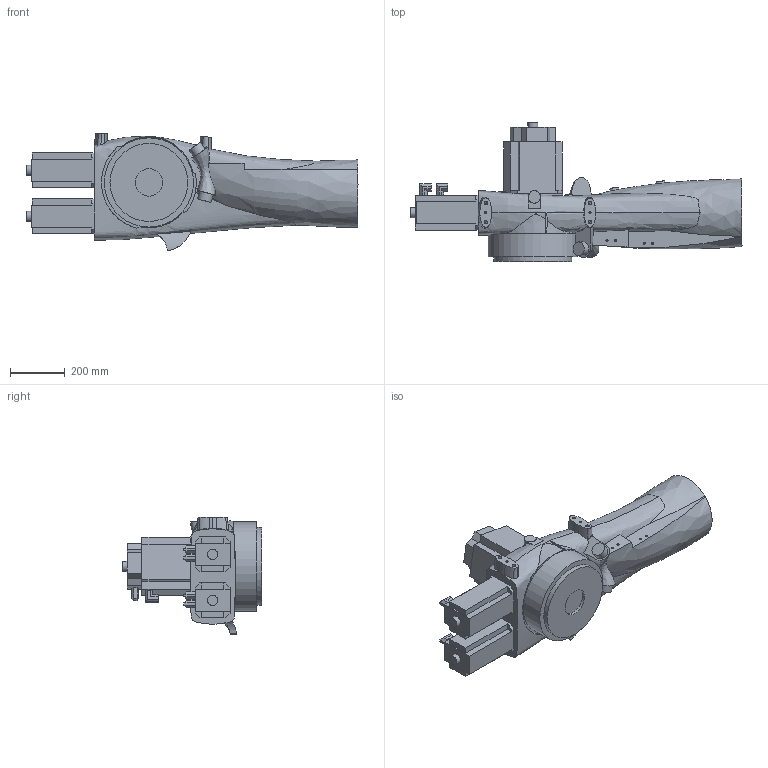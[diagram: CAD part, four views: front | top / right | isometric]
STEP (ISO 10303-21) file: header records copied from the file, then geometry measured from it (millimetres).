
FILE_DESCRIPTION(/* description */ (''),/* implementation_level */ '2;1');
FILE_NAME(/* name */ 'KR 210 Link3_ipt_25a0ee32.STEP',/* time_stamp */ '2017-12-21T04:40:01-05:00',/* author */ ('Jerrar'),/* organization */ (''),/* preprocessor_version */ 'ST-DEVELOPER v16.13',/* originating_system */ 'Autodesk Inventor 2018',/* authorisation */ '');
FILE_SCHEMA (('AUTOMOTIVE_DESIGN { 1 0 10303 214 3 1 1 }'));
Length unit declared in the file: millimetre
Products named in the file (1): KR 210 Link3
Bounding box: 1210 x 507 x 429.36 mm (x, y, z)
Volume: 68466980.8 mm3; surface area: 1728604.5 mm2
Topology: 4 solids, 4 shells, 326 faces, 835 edges, 546 vertices
Faces by surface type: plane 220, cylinder 43, bspline 32, cone 29, torus 2
Full cylindrical faces by diameter (mm): 8 x11, 12 x4, 37 x3, 50 x2, 100 x8, 284 x1, 325 x1
Entity records: 21197 total; most frequent: CARTESIAN_POINT 13528, ORIENTED_EDGE 1530, DIRECTION 1324, EDGE_CURVE 765, LINE 524, VECTOR 524, VERTEX_POINT 521, EDGE_LOOP 400
